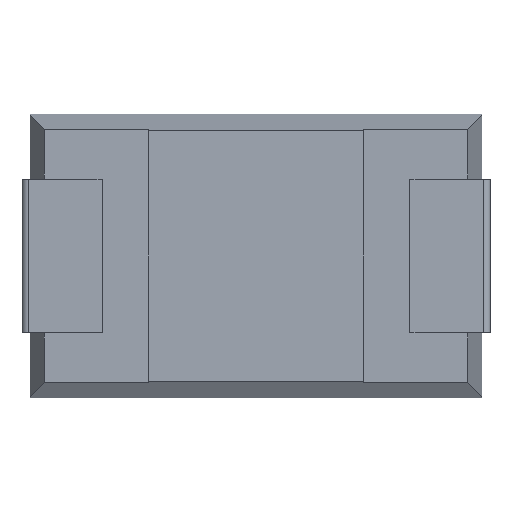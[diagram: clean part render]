
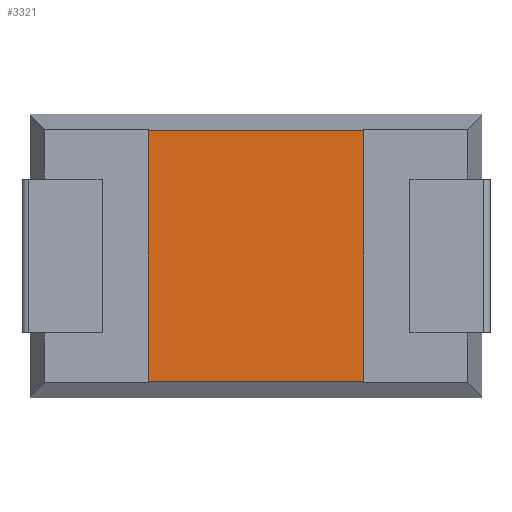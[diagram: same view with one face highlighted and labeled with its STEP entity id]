
A CAD part, front view. The second image highlights one B-rep face of the part: STEP entity #3321.
In plain terms, the highlighted planar face has unit normal (0, -1, 0).
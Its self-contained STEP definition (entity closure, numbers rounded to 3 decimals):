
#14 = CARTESIAN_POINT ( 'NONE',  ( 0., 0., -4.337 ) ) ;
#43 = VERTEX_POINT ( 'NONE', #1406 ) ;
#94 = DIRECTION ( 'NONE',  ( 0., 0., 1. ) ) ;
#411 = LINE ( 'NONE', #3163, #3562 ) ;
#482 = ORIENTED_EDGE ( 'NONE', *, *, #2165, .F. ) ;
#577 = DIRECTION ( 'NONE',  ( 1., 0., 0. ) ) ;
#750 = VERTEX_POINT ( 'NONE', #1654 ) ;
#836 = VECTOR ( 'NONE', #2742, 1000. ) ;
#1003 = ORIENTED_EDGE ( 'NONE', *, *, #1797, .F. ) ;
#1039 = ORIENTED_EDGE ( 'NONE', *, *, #1303, .T. ) ;
#1094 = CARTESIAN_POINT ( 'NONE',  ( 0., 0., -0.263 ) ) ;
#1161 = CARTESIAN_POINT ( 'NONE',  ( 1.92, 0., -4.6 ) ) ;
#1177 = DIRECTION ( 'NONE',  ( 0., -1., 0. ) ) ;
#1199 = DIRECTION ( 'NONE',  ( 0., 0., -1. ) ) ;
#1252 = PLANE ( 'NONE',  #1763 ) ;
#1265 = VECTOR ( 'NONE', #577, 1000. ) ;
#1290 = EDGE_LOOP ( 'NONE', ( #1924, #1003, #482, #1039 ) ) ;
#1303 = EDGE_CURVE ( 'NONE', #750, #1835, #3127, .T. ) ;
#1406 = CARTESIAN_POINT ( 'NONE',  ( 5.42, 0., -0.263 ) ) ;
#1654 = CARTESIAN_POINT ( 'NONE',  ( 1.92, 0., -4.337 ) ) ;
#1763 = AXIS2_PLACEMENT_3D ( 'NONE', #2011, #1177, #1199 ) ;
#1797 = EDGE_CURVE ( 'NONE', #3303, #43, #1916, .T. ) ;
#1835 = VERTEX_POINT ( 'NONE', #2320 ) ;
#1916 = LINE ( 'NONE', #1094, #836 ) ;
#1924 = ORIENTED_EDGE ( 'NONE', *, *, #2700, .T. ) ;
#2011 = CARTESIAN_POINT ( 'NONE',  ( 0., 0., 0. ) ) ;
#2165 = EDGE_CURVE ( 'NONE', #750, #3303, #2536, .T. ) ;
#2320 = CARTESIAN_POINT ( 'NONE',  ( 5.42, 0., -4.337 ) ) ;
#2536 = LINE ( 'NONE', #1161, #2930 ) ;
#2700 = EDGE_CURVE ( 'NONE', #1835, #43, #411, .T. ) ;
#2742 = DIRECTION ( 'NONE',  ( 1., 0., 0. ) ) ;
#2917 = CARTESIAN_POINT ( 'NONE',  ( 1.92, 0., -0.263 ) ) ;
#2930 = VECTOR ( 'NONE', #3077, 1000. ) ;
#3077 = DIRECTION ( 'NONE',  ( 0., 0., 1. ) ) ;
#3127 = LINE ( 'NONE', #14, #1265 ) ;
#3163 = CARTESIAN_POINT ( 'NONE',  ( 5.42, 0., -4.6 ) ) ;
#3167 = FACE_OUTER_BOUND ( 'NONE', #1290, .T. ) ;
#3303 = VERTEX_POINT ( 'NONE', #2917 ) ;
#3321 = ADVANCED_FACE ( 'NONE', ( #3167 ), #1252, .T. ) ;
#3562 = VECTOR ( 'NONE', #94, 1000. ) ;
